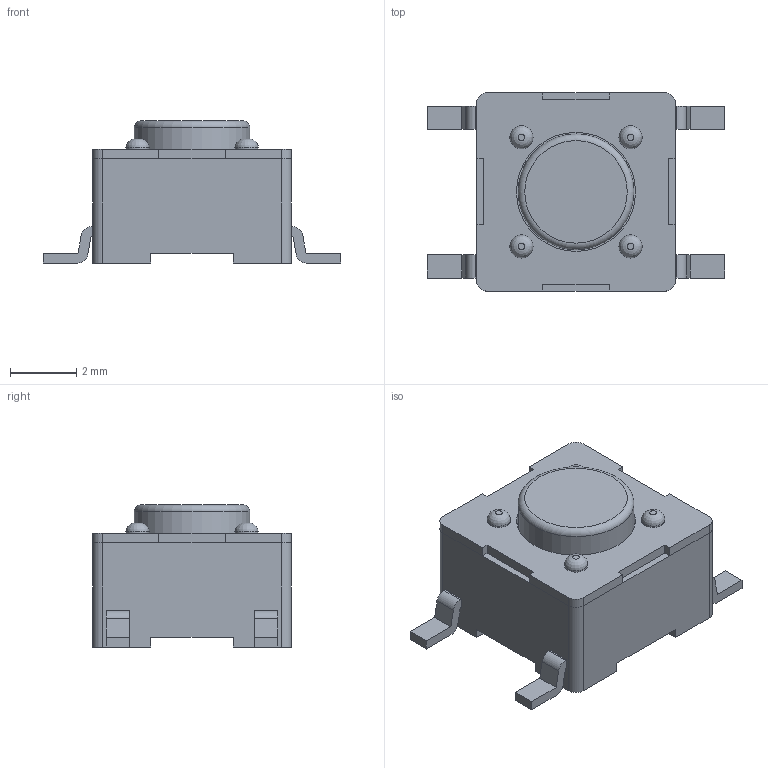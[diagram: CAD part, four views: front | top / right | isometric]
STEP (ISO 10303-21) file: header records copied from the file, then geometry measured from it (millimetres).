
FILE_DESCRIPTION(/* description */ ('model of SW_SPST_PTS645Sx43SMTR92'),/* implementation_level */ '2;1');
FILE_NAME(/* name */ 'SW_SPST_PTS645Sx43SMTR92.step',/* time_stamp */ '1970-01-01T00:00:00',/* author */ ('KiCAD','kicad'),/* organization */ ('OCCT'),/* preprocessor_version */ '',/* originating_system */ 'KiCAD',/* authorisation */ '');
FILE_SCHEMA(('AUTOMOTIVE_DESIGN { 1 0 10303 214 1 1 1 1 }'));
Length unit declared in the file: millimetre
Products named in the file (1): SW_SPST_PTS645Sx43SMTR92
Bounding box: 9 x 6 x 4.3 mm (x, y, z)
Volume: 126.4 mm3; surface area: 187.9 mm2
Topology: 1 solids, 1 shells, 111 faces, 276 edges, 177 vertices
Faces by surface type: plane 84, cylinder 22, revolution 4, torus 1
Full cylindrical faces by diameter (mm): 0.7 x4, 3.5 x1, 3.6 x1
Entity records: 2240 total; most frequent: ORIENTED_EDGE 440, CARTESIAN_POINT 287, EDGE_CURVE 276, LINE 202, VERTEX_POINT 177, AXIS2_PLACEMENT_3D 132, FACE_BOUND 121, EDGE_LOOP 121
